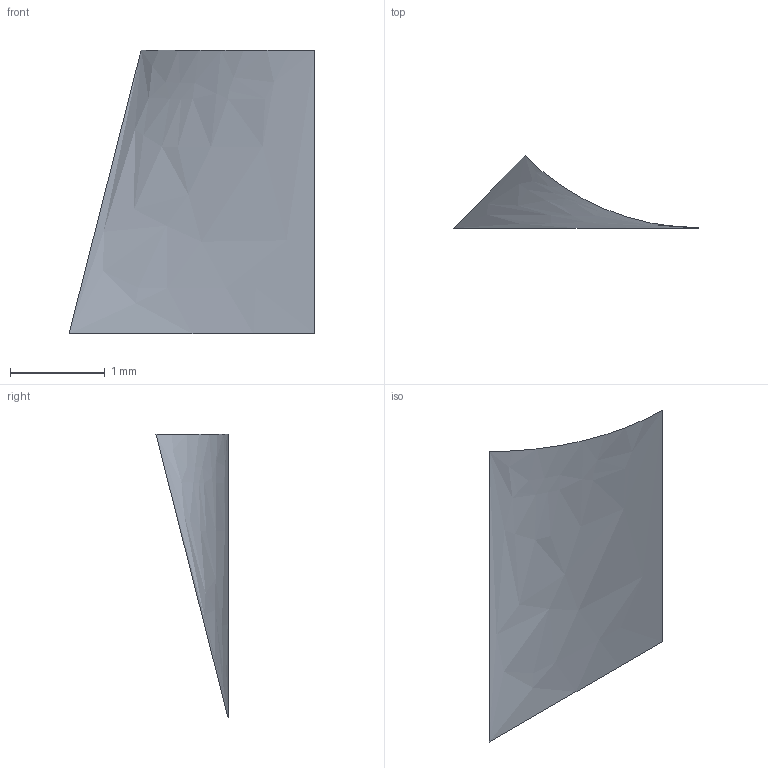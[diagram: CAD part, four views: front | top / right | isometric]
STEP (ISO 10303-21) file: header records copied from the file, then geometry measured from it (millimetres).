
FILE_DESCRIPTION(('STEP AP214'),'1');
FILE_NAME('curved_plate.stp','2023-01-20T07:23:06',(' '),(' '),'Spatial InterOp 3D',' ',' ');
FILE_SCHEMA(('AUTOMOTIVE_DESIGN { 1 0 10303 214 1 1 1 1 }'));
Length unit declared in the file: millimetre
Products named in the file (1): 1
Bounding box: 2.6 x 0.76 x 3 mm (x, y, z)
Surface area: 6.9 mm2 (no closed solid volume)
Topology: 0 solids, 1 shells, 1 faces, 10 edges, 10 vertices
Faces by surface type: bspline 1
Entity records: 112 total; most frequent: CARTESIAN_POINT 51, ORIENTED_EDGE 10, EDGE_CURVE 10, VERTEX_POINT 10, B_SPLINE_CURVE_WITH_KNOTS 6, DIMENSIONAL_EXPONENTS 2, DIRECTION 2, PRODUCT_DEFINITION_CONTEXT 1
